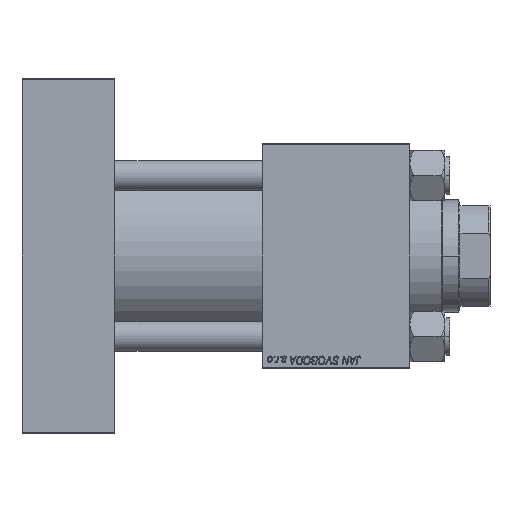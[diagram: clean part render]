
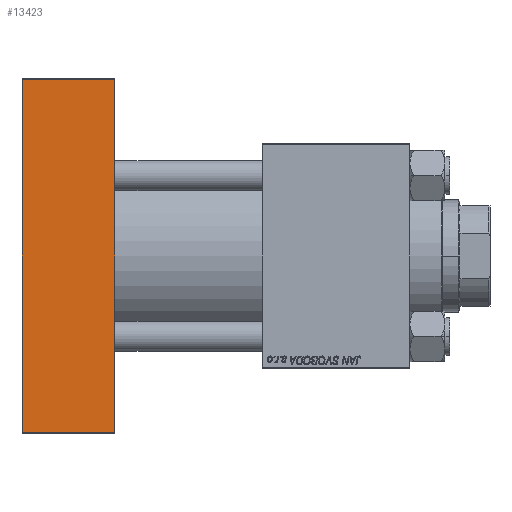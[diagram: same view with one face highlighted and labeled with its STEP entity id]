
A CAD part, front view. The second image highlights one B-rep face of the part: STEP entity #13423.
In plain terms, the highlighted planar face has unit normal (0, -1, 0).
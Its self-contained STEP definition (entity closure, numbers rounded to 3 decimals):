
#3413 = LINE ( 'NONE', #34034, #49171 ) ;
#5176 = DIRECTION ( 'NONE',  ( 0., 0., -1. ) ) ;
#10522 = LINE ( 'NONE', #41906, #24357 ) ;
#13376 = CARTESIAN_POINT ( 'NONE',  ( 37., -45., 70.5 ) ) ;
#13423 = ADVANCED_FACE ( 'NONE', ( #40673 ), #44966, .F. ) ;
#13634 = CARTESIAN_POINT ( 'NONE',  ( 37., -45., -70.5 ) ) ;
#13668 = VERTEX_POINT ( 'NONE', #36564 ) ;
#17001 = EDGE_CURVE ( 'NONE', #23302, #13668, #27864, .T. ) ;
#17066 = CARTESIAN_POINT ( 'NONE',  ( 0., -45., 71. ) ) ;
#18481 = VERTEX_POINT ( 'NONE', #13634 ) ;
#19933 = EDGE_CURVE ( 'NONE', #13668, #23690, #39854, .T. ) ;
#20531 = DIRECTION ( 'NONE',  ( -1., 0., 0. ) ) ;
#20674 = DIRECTION ( 'NONE',  ( 0., 0., 1. ) ) ;
#23302 = VERTEX_POINT ( 'NONE', #13376 ) ;
#23690 = VERTEX_POINT ( 'NONE', #49002 ) ;
#24357 = VECTOR ( 'NONE', #41417, 1000. ) ;
#25996 = ORIENTED_EDGE ( 'NONE', *, *, #19933, .T. ) ;
#27864 = LINE ( 'NONE', #28109, #33459 ) ;
#28109 = CARTESIAN_POINT ( 'NONE',  ( 37., -45., 70.5 ) ) ;
#28766 = CARTESIAN_POINT ( 'NONE',  ( 37., -45., 71. ) ) ;
#30278 = ORIENTED_EDGE ( 'NONE', *, *, #17001, .T. ) ;
#33459 = VECTOR ( 'NONE', #20531, 1000. ) ;
#34034 = CARTESIAN_POINT ( 'NONE',  ( 37., -45., 71. ) ) ;
#35187 = VECTOR ( 'NONE', #5176, 1000. ) ;
#35982 = ORIENTED_EDGE ( 'NONE', *, *, #41368, .F. ) ;
#36159 = EDGE_LOOP ( 'NONE', ( #25996, #41410, #35982, #30278 ) ) ;
#36564 = CARTESIAN_POINT ( 'NONE',  ( 0., -45., 70.5 ) ) ;
#37377 = AXIS2_PLACEMENT_3D ( 'NONE', #28766, #39909, #20674 ) ;
#37587 = DIRECTION ( 'NONE',  ( 0., 0., -1. ) ) ;
#39854 = LINE ( 'NONE', #17066, #35187 ) ;
#39909 = DIRECTION ( 'NONE',  ( 0., 1., 0. ) ) ;
#40673 = FACE_OUTER_BOUND ( 'NONE', #36159, .T. ) ;
#41368 = EDGE_CURVE ( 'NONE', #23302, #18481, #3413, .T. ) ;
#41410 = ORIENTED_EDGE ( 'NONE', *, *, #49102, .T. ) ;
#41417 = DIRECTION ( 'NONE',  ( 1., 0., 0. ) ) ;
#41906 = CARTESIAN_POINT ( 'NONE',  ( 37., -45., -70.5 ) ) ;
#44966 = PLANE ( 'NONE',  #37377 ) ;
#49002 = CARTESIAN_POINT ( 'NONE',  ( 0., -45., -70.5 ) ) ;
#49102 = EDGE_CURVE ( 'NONE', #23690, #18481, #10522, .T. ) ;
#49171 = VECTOR ( 'NONE', #37587, 1000. ) ;
